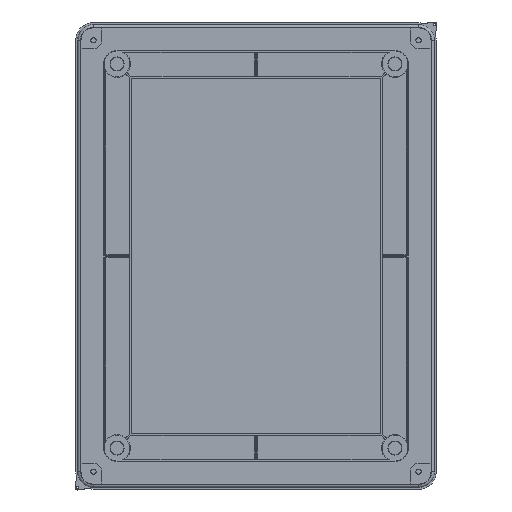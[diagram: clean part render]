
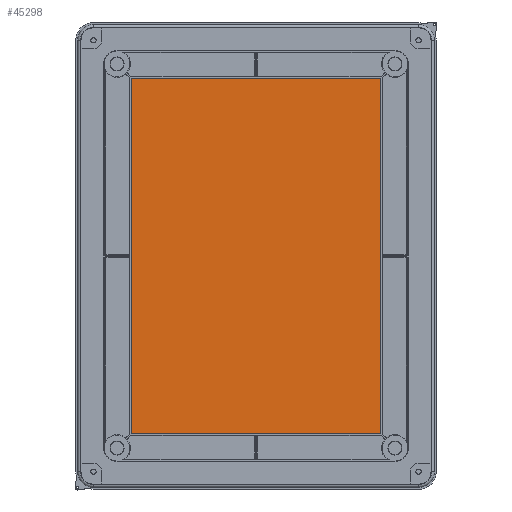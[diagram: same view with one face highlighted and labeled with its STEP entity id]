
A CAD part, front view. The second image highlights one B-rep face of the part: STEP entity #45298.
In plain terms, the highlighted planar face has unit normal (0, -1, 0).
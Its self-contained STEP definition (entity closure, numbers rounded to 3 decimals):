
#1284 = PLANE ( 'NONE',  #43806 ) ;
#1975 = CARTESIAN_POINT ( 'NONE',  ( 94.75, 0., 135.25 ) ) ;
#2918 = EDGE_CURVE ( 'NONE', #5163, #6336, #18753, .T. ) ;
#5163 = VERTEX_POINT ( 'NONE', #25762 ) ;
#5238 = DIRECTION ( 'NONE',  ( -1., 0., 0. ) ) ;
#6336 = VERTEX_POINT ( 'NONE', #8929 ) ;
#7153 = EDGE_CURVE ( 'NONE', #22001, #48944, #43437, .T. ) ;
#8929 = CARTESIAN_POINT ( 'NONE',  ( 94.75, 0., -135.25 ) ) ;
#10353 = DIRECTION ( 'NONE',  ( 0., 0., -1. ) ) ;
#14657 = CARTESIAN_POINT ( 'NONE',  ( 94.75, 0., -135.25 ) ) ;
#16551 = CARTESIAN_POINT ( 'NONE',  ( 94.75, 0., -135.25 ) ) ;
#18753 = LINE ( 'NONE', #14657, #30418 ) ;
#22001 = VERTEX_POINT ( 'NONE', #1975 ) ;
#23039 = DIRECTION ( 'NONE',  ( 0., 0., -1. ) ) ;
#25762 = CARTESIAN_POINT ( 'NONE',  ( -94.75, 0., -135.25 ) ) ;
#26833 = EDGE_CURVE ( 'NONE', #48944, #5163, #36498, .T. ) ;
#30418 = VECTOR ( 'NONE', #61621, 1000. ) ;
#33766 = CARTESIAN_POINT ( 'NONE',  ( 94.75, 0., 135.25 ) ) ;
#35532 = VECTOR ( 'NONE', #23039, 1000. ) ;
#36394 = VECTOR ( 'NONE', #5238, 1000. ) ;
#36498 = LINE ( 'NONE', #60913, #35532 ) ;
#38866 = CARTESIAN_POINT ( 'NONE',  ( -124., 0., 164.5 ) ) ;
#39041 = CARTESIAN_POINT ( 'NONE',  ( -94.75, 0., 135.25 ) ) ;
#43437 = LINE ( 'NONE', #33766, #36394 ) ;
#43806 = AXIS2_PLACEMENT_3D ( 'NONE', #38866, #53266, #10353 ) ;
#44175 = FACE_OUTER_BOUND ( 'NONE', #47978, .T. ) ;
#45000 = ORIENTED_EDGE ( 'NONE', *, *, #55190, .T. ) ;
#45298 = ADVANCED_FACE ( 'NONE', ( #44175 ), #1284, .T. ) ;
#47978 = EDGE_LOOP ( 'NONE', ( #59488, #50412, #45000, #54340 ) ) ;
#48944 = VERTEX_POINT ( 'NONE', #39041 ) ;
#50412 = ORIENTED_EDGE ( 'NONE', *, *, #2918, .T. ) ;
#53266 = DIRECTION ( 'NONE',  ( 0., -1., 0. ) ) ;
#54340 = ORIENTED_EDGE ( 'NONE', *, *, #7153, .T. ) ;
#54751 = DIRECTION ( 'NONE',  ( 0., 0., 1. ) ) ;
#55190 = EDGE_CURVE ( 'NONE', #6336, #22001, #58509, .T. ) ;
#58509 = LINE ( 'NONE', #16551, #59536 ) ;
#59488 = ORIENTED_EDGE ( 'NONE', *, *, #26833, .T. ) ;
#59536 = VECTOR ( 'NONE', #54751, 1000. ) ;
#60913 = CARTESIAN_POINT ( 'NONE',  ( -94.75, 0., -135.25 ) ) ;
#61621 = DIRECTION ( 'NONE',  ( 1., 0., 0. ) ) ;
